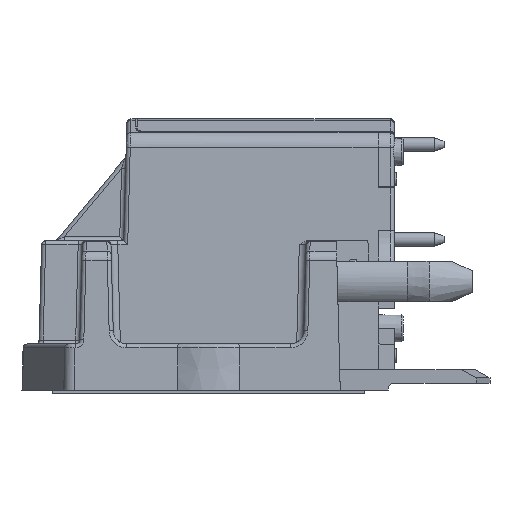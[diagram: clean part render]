
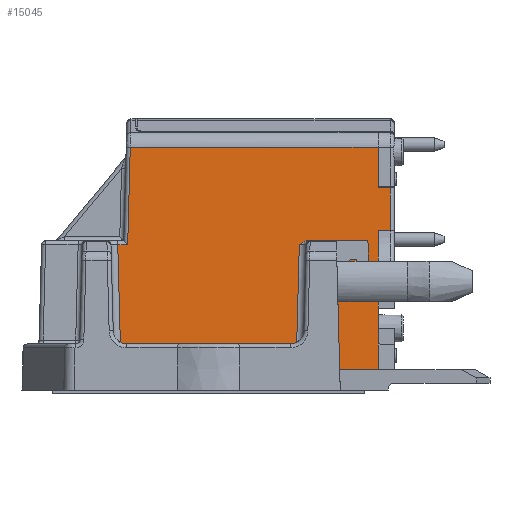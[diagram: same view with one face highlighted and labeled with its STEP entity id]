
A CAD part, left-side view. The second image highlights one B-rep face of the part: STEP entity #15045.
In plain terms, the highlighted planar face has unit normal (-1, 0, 0.026).
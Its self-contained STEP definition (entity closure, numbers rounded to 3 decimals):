
#667=PLANE('',#15999);
#879=LINE('',#19768,#1715);
#883=LINE('',#19777,#1719);
#1067=LINE('',#21701,#1903);
#1069=LINE('',#21709,#1905);
#1177=LINE('',#22304,#2013);
#1189=LINE('',#22354,#2025);
#1194=LINE('',#22372,#2030);
#1384=LINE('',#22975,#2220);
#1393=LINE('',#22995,#2229);
#1395=LINE('',#22999,#2231);
#1402=LINE('',#23019,#2238);
#1403=LINE('',#23021,#2239);
#1404=LINE('',#23022,#2240);
#1405=LINE('',#23024,#2241);
#1406=LINE('',#23026,#2242);
#1407=LINE('',#23028,#2243);
#1408=LINE('',#23029,#2244);
#1715=VECTOR('',#16604,1000.);
#1719=VECTOR('',#16610,1000.);
#1903=VECTOR('',#17344,1000.);
#1905=VECTOR('',#17352,1000.);
#2013=VECTOR('',#17726,1000.);
#2025=VECTOR('',#17752,1000.);
#2030=VECTOR('',#17771,1000.);
#2220=VECTOR('',#18317,1000.);
#2229=VECTOR('',#18344,1000.);
#2231=VECTOR('',#18348,1000.);
#2238=VECTOR('',#18381,1000.);
#2239=VECTOR('',#18382,1000.);
#2240=VECTOR('',#18383,1000.);
#2241=VECTOR('',#18384,1000.);
#2242=VECTOR('',#18385,1000.);
#2243=VECTOR('',#18386,1000.);
#2244=VECTOR('',#18387,1000.);
#2570=B_SPLINE_CURVE_WITH_KNOTS('',3,(#21993,#21994,#21995,#21996,#21997,
#21998,#21999),.UNSPECIFIED.,.F.,.F.,(4,1,1,1,4),(0.,0.25,0.5,0.75,1.),
 .UNSPECIFIED.);
#4457=ORIENTED_EDGE('',*,*,#6338,.T.);
#4458=ORIENTED_EDGE('',*,*,#6137,.F.);
#4459=ORIENTED_EDGE('',*,*,#6141,.F.);
#4460=ORIENTED_EDGE('',*,*,#6365,.F.);
#4461=ORIENTED_EDGE('',*,*,#6636,.T.);
#4462=ORIENTED_EDGE('',*,*,#6356,.T.);
#4463=ORIENTED_EDGE('',*,*,#6191,.F.);
#4464=ORIENTED_EDGE('',*,*,#6627,.F.);
#4465=ORIENTED_EDGE('',*,*,#5772,.F.);
#4466=ORIENTED_EDGE('',*,*,#6638,.T.);
#4467=ORIENTED_EDGE('',*,*,#6645,.T.);
#4468=ORIENTED_EDGE('',*,*,#6646,.F.);
#4469=ORIENTED_EDGE('',*,*,#5713,.T.);
#4470=ORIENTED_EDGE('',*,*,#6647,.F.);
#4471=ORIENTED_EDGE('',*,*,#6648,.T.);
#4472=ORIENTED_EDGE('',*,*,#6649,.T.);
#4473=ORIENTED_EDGE('',*,*,#6650,.T.);
#4474=ORIENTED_EDGE('',*,*,#5709,.T.);
#4475=ORIENTED_EDGE('',*,*,#6651,.F.);
#5709=EDGE_CURVE('',#7199,#7198,#879,.T.);
#5713=EDGE_CURVE('',#7203,#7202,#883,.T.);
#5772=EDGE_CURVE('',#7255,#7256,#8113,.T.);
#6137=EDGE_CURVE('',#7486,#7485,#1067,.T.);
#6141=EDGE_CURVE('',#7490,#7486,#1069,.T.);
#6191=EDGE_CURVE('',#7523,#7524,#2570,.F.);
#6338=EDGE_CURVE('',#7614,#7485,#1177,.T.);
#6356=EDGE_CURVE('',#7627,#7524,#1189,.T.);
#6365=EDGE_CURVE('',#7630,#7490,#1194,.T.);
#6627=EDGE_CURVE('',#7256,#7523,#1384,.T.);
#6636=EDGE_CURVE('',#7630,#7627,#1393,.T.);
#6638=EDGE_CURVE('',#7255,#7766,#1395,.T.);
#6645=EDGE_CURVE('',#7766,#7767,#1402,.T.);
#6646=EDGE_CURVE('',#7203,#7767,#1403,.T.);
#6647=EDGE_CURVE('',#7768,#7202,#1404,.T.);
#6648=EDGE_CURVE('',#7768,#7769,#1405,.T.);
#6649=EDGE_CURVE('',#7769,#7770,#1406,.T.);
#6650=EDGE_CURVE('',#7770,#7199,#1407,.T.);
#6651=EDGE_CURVE('',#7614,#7198,#1408,.T.);
#7198=VERTEX_POINT('',#19767);
#7199=VERTEX_POINT('',#19769);
#7202=VERTEX_POINT('',#19776);
#7203=VERTEX_POINT('',#19778);
#7255=VERTEX_POINT('',#19910);
#7256=VERTEX_POINT('',#19912);
#7485=VERTEX_POINT('',#21688);
#7486=VERTEX_POINT('',#21699);
#7490=VERTEX_POINT('',#21708);
#7523=VERTEX_POINT('',#22000);
#7524=VERTEX_POINT('',#22001);
#7614=VERTEX_POINT('',#22305);
#7627=VERTEX_POINT('',#22355);
#7630=VERTEX_POINT('',#22365);
#7766=VERTEX_POINT('',#22998);
#7767=VERTEX_POINT('',#23020);
#7768=VERTEX_POINT('',#23023);
#7769=VERTEX_POINT('',#23025);
#7770=VERTEX_POINT('',#23027);
#8113=ELLIPSE('',#15405,0.3,0.3);
#8651=EDGE_LOOP('',(#4457,#4458,#4459,#4460,#4461,#4462,#4463,#4464,#4465,
#4466,#4467,#4468,#4469,#4470,#4471,#4472,#4473,#4474,#4475));
#9454=FACE_BOUND('',#8651,.T.);
#15045=ADVANCED_FACE('',(#9454),#667,.T.);
#15405=AXIS2_PLACEMENT_3D('',#19911,#16709,#16710);
#15999=AXIS2_PLACEMENT_3D('',#23018,#18379,#18380);
#16604=DIRECTION('',(0.026,0.,1.));
#16610=DIRECTION('',(0.026,0.,1.));
#16709=DIRECTION('',(-1.,0.,0.026));
#16710=DIRECTION('',(0.026,0.,1.));
#17344=DIRECTION('',(0.026,-0.026,0.999));
#17352=DIRECTION('',(0.,-1.,0.));
#17726=DIRECTION('',(0.,1.,0.));
#17752=DIRECTION('',(0.026,-0.026,0.999));
#17771=DIRECTION('',(0.026,0.026,0.999));
#18317=DIRECTION('',(0.,1.,0.));
#18344=DIRECTION('',(0.,-1.,0.));
#18348=DIRECTION('',(-0.026,-0.026,-0.999));
#18379=DIRECTION('',(-1.,0.,0.026));
#18380=DIRECTION('',(0.026,0.,1.));
#18381=DIRECTION('',(0.,-1.,0.));
#18382=DIRECTION('',(-0.026,0.,-1.));
#18383=DIRECTION('',(-0.026,0.,-1.));
#18384=DIRECTION('',(0.,-1.,0.));
#18385=DIRECTION('',(0.026,0.,1.));
#18386=DIRECTION('',(0.,1.,0.));
#18387=DIRECTION('',(-0.026,0.,-1.));
#19767=CARTESIAN_POINT('',(-30.196,-12.5,15.01));
#19768=CARTESIAN_POINT('',(-30.301,-12.5,10.995));
#19769=CARTESIAN_POINT('',(-30.199,-12.5,14.907));
#19776=CARTESIAN_POINT('',(-30.431,-12.5,6.039));
#19777=CARTESIAN_POINT('',(-30.301,-12.5,10.995));
#19778=CARTESIAN_POINT('',(-30.5,-12.5,3.4));
#19910=CARTESIAN_POINT('',(-30.309,-9.429,10.708));
#19911=CARTESIAN_POINT('',(-30.309,-9.129,10.7));
#19912=CARTESIAN_POINT('',(-30.301,-9.129,11.));
#21688=CARTESIAN_POINT('',(-30.12,5.769,17.898));
#21699=CARTESIAN_POINT('',(-30.309,5.958,10.708));
#21701=CARTESIAN_POINT('',(-30.496,6.145,3.561));
#21708=CARTESIAN_POINT('',(-30.309,6.692,10.708));
#21709=CARTESIAN_POINT('',(-30.309,6.699,10.708));
#21993=CARTESIAN_POINT('',(-30.309,-6.692,10.708));
#21994=CARTESIAN_POINT('',(-30.307,-6.752,10.755));
#21995=CARTESIAN_POINT('',(-30.305,-6.867,10.837));
#21996=CARTESIAN_POINT('',(-30.303,-6.966,10.904));
#21997=CARTESIAN_POINT('',(-30.301,-7.154,10.987));
#21998=CARTESIAN_POINT('',(-30.301,-7.257,11.));
#21999=CARTESIAN_POINT('',(-30.301,-7.31,11.));
#22000=CARTESIAN_POINT('',(-30.301,-7.31,11.));
#22001=CARTESIAN_POINT('',(-30.309,-6.692,10.708));
#22304=CARTESIAN_POINT('',(-30.12,0.,17.898));
#22305=CARTESIAN_POINT('',(-30.12,-12.5,17.898));
#22354=CARTESIAN_POINT('',(-30.301,-6.7,11.013));
#22355=CARTESIAN_POINT('',(-30.5,-6.5,3.4));
#22365=CARTESIAN_POINT('',(-30.5,6.5,3.4));
#22372=CARTESIAN_POINT('',(-30.5,6.501,3.413));
#22975=CARTESIAN_POINT('',(-30.301,0.,11.));
#22995=CARTESIAN_POINT('',(-30.5,0.,3.4));
#22998=CARTESIAN_POINT('',(-30.55,-9.67,1.5));
#22999=CARTESIAN_POINT('',(-30.385,-9.506,7.775));
#23018=CARTESIAN_POINT('',(-30.5,0.,3.4));
#23019=CARTESIAN_POINT('',(-30.55,79.285,1.5));
#23020=CARTESIAN_POINT('',(-30.55,-12.5,1.5));
#23021=CARTESIAN_POINT('',(-30.327,-12.5,9.998));
#23022=CARTESIAN_POINT('',(-30.5,-12.5,3.4));
#23023=CARTESIAN_POINT('',(-30.281,-12.5,11.747));
#23024=CARTESIAN_POINT('',(-30.281,62.047,11.747));
#23025=CARTESIAN_POINT('',(-30.281,-13.4,11.747));
#23026=CARTESIAN_POINT('',(-30.199,-13.4,14.907));
#23027=CARTESIAN_POINT('',(-30.199,-13.4,14.907));
#23028=CARTESIAN_POINT('',(-30.199,142.569,14.907));
#23029=CARTESIAN_POINT('',(-30.327,-12.5,9.998));
